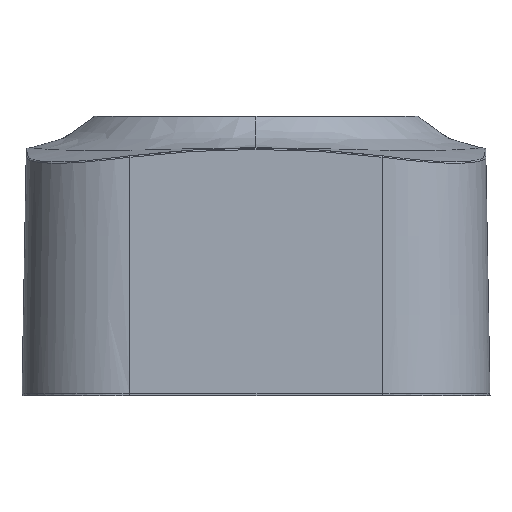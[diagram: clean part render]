
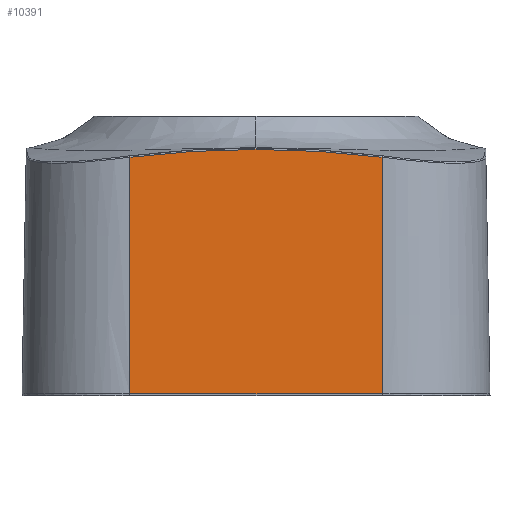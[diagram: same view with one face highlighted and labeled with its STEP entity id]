
A CAD part, left-side view. The second image highlights one B-rep face of the part: STEP entity #10391.
In plain terms, the highlighted planar face has unit normal (-1, 0, 0.018).
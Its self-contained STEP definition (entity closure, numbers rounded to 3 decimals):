
#124 = VERTEX_POINT ( 'NONE', #7330 ) ;
#148 = CARTESIAN_POINT ( 'NONE',  ( -32.5, 17.502, -0.22 ) ) ;
#864 = EDGE_CURVE ( 'NONE', #8323, #3809, #8391, .T. ) ;
#1101 = CARTESIAN_POINT ( 'NONE',  ( -31.926, 17.5, 32.657 ) ) ;
#1301 = CARTESIAN_POINT ( 'NONE',  ( -32.5, -17.502, -0.22 ) ) ;
#1679 = PLANE ( 'NONE',  #7286 ) ;
#1777 = EDGE_CURVE ( 'NONE', #9063, #124, #8724, .T. ) ;
#1932 = CARTESIAN_POINT ( 'NONE',  ( -32.309, 17.5, 10.739 ) ) ;
#1951 = CARTESIAN_POINT ( 'NONE',  ( -31.914, 11.692, 33.376 ) ) ;
#2239 = B_SPLINE_CURVE_WITH_KNOTS ( 'NONE', 3,
 ( #10591, #9569, #1951, #5323 ),
 .UNSPECIFIED., .F., .F.,
 ( 4, 4 ),
 ( 0., 1. ),
 .UNSPECIFIED. ) ;
#2483 = ORIENTED_EDGE ( 'NONE', *, *, #864, .T. ) ;
#3122 = CARTESIAN_POINT ( 'NONE',  ( -31.914, -11.692, 33.376 ) ) ;
#3160 = CARTESIAN_POINT ( 'NONE',  ( -32.309, -17.5, 10.739 ) ) ;
#3265 = CARTESIAN_POINT ( 'NONE',  ( -32.5, -5.834, -0.22 ) ) ;
#3542 = EDGE_LOOP ( 'NONE', ( #6993, #7504, #9620, #8698, #2483 ) ) ;
#3809 = VERTEX_POINT ( 'NONE', #6348 ) ;
#4941 = CARTESIAN_POINT ( 'NONE',  ( -31.926, -17.5, 32.657 ) ) ;
#5109 = FACE_OUTER_BOUND ( 'NONE', #3542, .T. ) ;
#5158 = CARTESIAN_POINT ( 'NONE',  ( -32.5, 17.502, -0.22 ) ) ;
#5251 = CARTESIAN_POINT ( 'NONE',  ( -32.117, 17.5, 21.698 ) ) ;
#5323 = CARTESIAN_POINT ( 'NONE',  ( -31.926, 17.5, 32.657 ) ) ;
#5380 = VERTEX_POINT ( 'NONE', #1101 ) ;
#5634 = CARTESIAN_POINT ( 'NONE',  ( -32.5, -17.502, -0.22 ) ) ;
#6348 = CARTESIAN_POINT ( 'NONE',  ( -31.907, 0., 33.736 ) ) ;
#6628 = CARTESIAN_POINT ( 'NONE',  ( -31.907, -5.859, 33.736 ) ) ;
#6668 = CARTESIAN_POINT ( 'NONE',  ( -32.117, -17.5, 21.698 ) ) ;
#6897 = CARTESIAN_POINT ( 'NONE',  ( -32.5, 17.5, -0.22 ) ) ;
#6993 = ORIENTED_EDGE ( 'NONE', *, *, #9547, .T. ) ;
#7286 = AXIS2_PLACEMENT_3D ( 'NONE', #6897, #10547, #9522 ) ;
#7330 = CARTESIAN_POINT ( 'NONE',  ( -32.5, 17.502, -0.22 ) ) ;
#7504 = ORIENTED_EDGE ( 'NONE', *, *, #9629, .T. ) ;
#7861 = B_SPLINE_CURVE_WITH_KNOTS ( 'NONE', 3,
 ( #5634, #3160, #6668, #4941 ),
 .UNSPECIFIED., .F., .F.,
 ( 4, 4 ),
 ( 0., 1. ),
 .UNSPECIFIED. ) ;
#8005 = CARTESIAN_POINT ( 'NONE',  ( -31.926, 17.5, 32.657 ) ) ;
#8026 = EDGE_CURVE ( 'NONE', #9063, #8323, #7861, .T. ) ;
#8153 = CARTESIAN_POINT ( 'NONE',  ( -31.926, -17.5, 32.657 ) ) ;
#8323 = VERTEX_POINT ( 'NONE', #8153 ) ;
#8391 = B_SPLINE_CURVE_WITH_KNOTS ( 'NONE', 3,
 ( #10976, #3122, #6628, #10117 ),
 .UNSPECIFIED., .F., .F.,
 ( 4, 4 ),
 ( 0., 1. ),
 .UNSPECIFIED. ) ;
#8528 = B_SPLINE_CURVE_WITH_KNOTS ( 'NONE', 3,
 ( #8005, #5251, #1932, #148 ),
 .UNSPECIFIED., .F., .F.,
 ( 4, 4 ),
 ( 0., 1. ),
 .UNSPECIFIED. ) ;
#8544 = CARTESIAN_POINT ( 'NONE',  ( -32.5, -17.502, -0.22 ) ) ;
#8698 = ORIENTED_EDGE ( 'NONE', *, *, #8026, .T. ) ;
#8724 = B_SPLINE_CURVE_WITH_KNOTS ( 'NONE', 3,
 ( #8544, #3265, #11119, #5158 ),
 .UNSPECIFIED., .F., .F.,
 ( 4, 4 ),
 ( 0., 1. ),
 .UNSPECIFIED. ) ;
#9063 = VERTEX_POINT ( 'NONE', #1301 ) ;
#9522 = DIRECTION ( 'NONE',  ( 0., 1., 0. ) ) ;
#9547 = EDGE_CURVE ( 'NONE', #3809, #5380, #2239, .T. ) ;
#9569 = CARTESIAN_POINT ( 'NONE',  ( -31.907, 5.859, 33.736 ) ) ;
#9620 = ORIENTED_EDGE ( 'NONE', *, *, #1777, .F. ) ;
#9629 = EDGE_CURVE ( 'NONE', #5380, #124, #8528, .T. ) ;
#10117 = CARTESIAN_POINT ( 'NONE',  ( -31.907, 0., 33.736 ) ) ;
#10391 = ADVANCED_FACE ( 'NONE', ( #5109 ), #1679, .T. ) ;
#10547 = DIRECTION ( 'NONE',  ( -1., 0., 0.017 ) ) ;
#10591 = CARTESIAN_POINT ( 'NONE',  ( -31.907, 0., 33.736 ) ) ;
#10976 = CARTESIAN_POINT ( 'NONE',  ( -31.926, -17.5, 32.657 ) ) ;
#11119 = CARTESIAN_POINT ( 'NONE',  ( -32.5, 5.834, -0.22 ) ) ;
